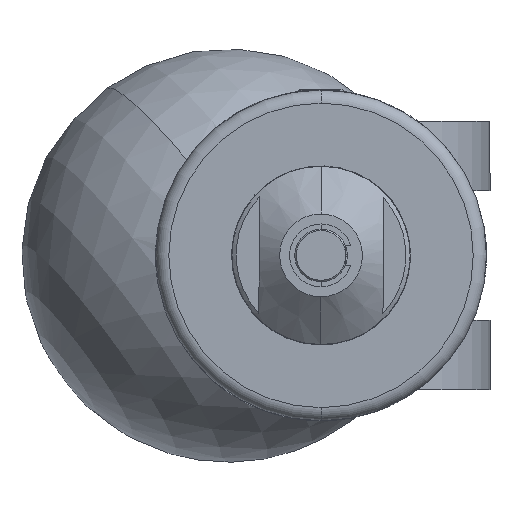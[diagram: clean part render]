
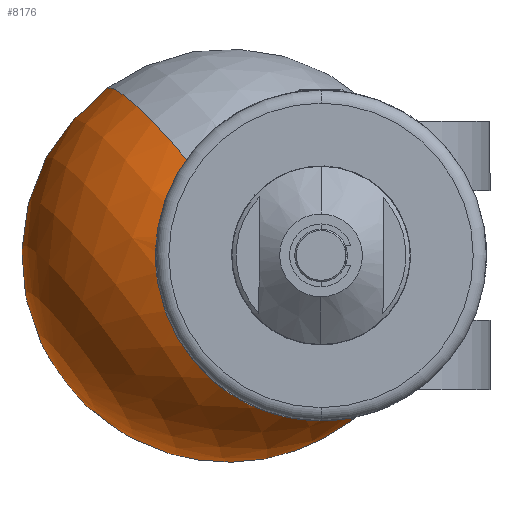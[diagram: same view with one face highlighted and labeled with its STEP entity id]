
A CAD part, left-side view. The second image highlights one B-rep face of the part: STEP entity #8176.
In plain terms, the highlighted spherical face has radius 15.875 mm.
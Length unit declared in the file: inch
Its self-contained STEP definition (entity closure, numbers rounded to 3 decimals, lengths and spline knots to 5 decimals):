
#332 = AXIS2_PLACEMENT_3D ( 'NONE', #6773, #3795, #4878 ) ;
#500 = DIRECTION ( 'NONE',  ( -0.127, 0.801, -0.585 ) ) ;
#698 = CIRCLE ( 'NONE', #3633, 0.625 ) ;
#1147 = EDGE_LOOP ( 'NONE', ( #4406, #8750, #5051, #4742 ) ) ;
#1227 = VERTEX_POINT ( 'NONE', #2067 ) ;
#1502 = AXIS2_PLACEMENT_3D ( 'NONE', #4682, #6709, #7568 ) ;
#1777 = VERTEX_POINT ( 'NONE', #2456 ) ;
#2067 = CARTESIAN_POINT ( 'NONE',  ( 5.13993, 0.39068, -0.14627 ) ) ;
#2456 = CARTESIAN_POINT ( 'NONE',  ( 5.14877, 0.3349, 0.20274 ) ) ;
#3340 = DIRECTION ( 'NONE',  ( 0.127, -0.801, 0.585 ) ) ;
#3633 = AXIS2_PLACEMENT_3D ( 'NONE', #10488, #500, #5493 ) ;
#3795 = DIRECTION ( 'NONE',  ( 0.127, -0.801, 0.585 ) ) ;
#3895 = CIRCLE ( 'NONE', #332, 0.625 ) ;
#4361 = CARTESIAN_POINT ( 'NONE',  ( 5.17165, 0.19044, 0. ) ) ;
#4406 = ORIENTED_EDGE ( 'NONE', *, *, #6726, .F. ) ;
#4682 = CARTESIAN_POINT ( 'NONE',  ( 5.73742, 0.28004, 0. ) ) ;
#4742 = ORIENTED_EDGE ( 'NONE', *, *, #7481, .T. ) ;
#4743 = CIRCLE ( 'NONE', #9269, 0.25 ) ;
#4825 = CARTESIAN_POINT ( 'NONE',  ( 5.17165, 0.19044, 0. ) ) ;
#4878 = DIRECTION ( 'NONE',  ( 0., -0.59, -0.808 ) ) ;
#5051 = ORIENTED_EDGE ( 'NONE', *, *, #6531, .T. ) ;
#5493 = DIRECTION ( 'NONE',  ( 0., 0.59, 0.808 ) ) ;
#6531 = EDGE_CURVE ( 'NONE', #12059, #1227, #8803, .T. ) ;
#6656 = CARTESIAN_POINT ( 'NONE',  ( 5.19453, 0.04597, -0.20274 ) ) ;
#6709 = DIRECTION ( 'NONE',  ( 0.127, -0.801, 0.585 ) ) ;
#6726 = EDGE_CURVE ( 'NONE', #7140, #1777, #3895, .T. ) ;
#6773 = CARTESIAN_POINT ( 'NONE',  ( 5.73742, 0.28004, 0. ) ) ;
#7140 = VERTEX_POINT ( 'NONE', #12797 ) ;
#7481 = EDGE_CURVE ( 'NONE', #1227, #1777, #4743, .T. ) ;
#7568 = DIRECTION ( 'NONE',  ( 0.092, -0.578, -0.811 ) ) ;
#8176 = ADVANCED_FACE ( 'NONE', ( #8657 ), #11673, .T. ) ;
#8284 = DIRECTION ( 'NONE',  ( 0.127, -0.801, 0.585 ) ) ;
#8346 = EDGE_CURVE ( 'NONE', #7140, #12059, #698, .T. ) ;
#8657 = FACE_OUTER_BOUND ( 'NONE', #1147, .T. ) ;
#8750 = ORIENTED_EDGE ( 'NONE', *, *, #8346, .T. ) ;
#8803 = CIRCLE ( 'NONE', #10479, 0.25 ) ;
#9269 = AXIS2_PLACEMENT_3D ( 'NONE', #4361, #10375, #8284 ) ;
#10375 = DIRECTION ( 'NONE',  ( 0.988, 0.156, 0. ) ) ;
#10479 = AXIS2_PLACEMENT_3D ( 'NONE', #4825, #12208, #3340 ) ;
#10488 = CARTESIAN_POINT ( 'NONE',  ( 5.73742, 0.28004, 0. ) ) ;
#11673 = SPHERICAL_SURFACE ( 'NONE', #1502, 0.625 ) ;
#12059 = VERTEX_POINT ( 'NONE', #6656 ) ;
#12208 = DIRECTION ( 'NONE',  ( 0.988, 0.156, 0. ) ) ;
#12797 = CARTESIAN_POINT ( 'NONE',  ( 6.35472, 0.37782, 0. ) ) ;
